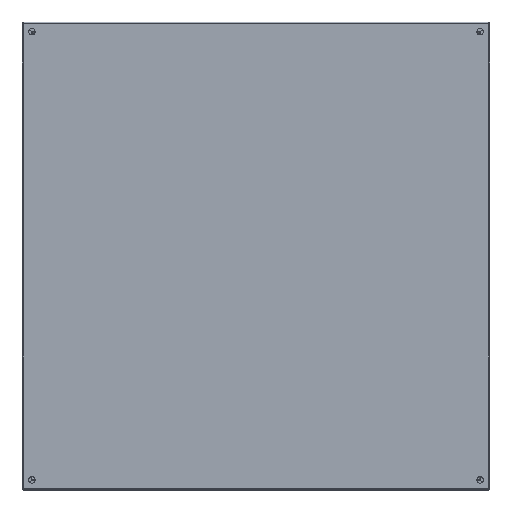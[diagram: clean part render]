
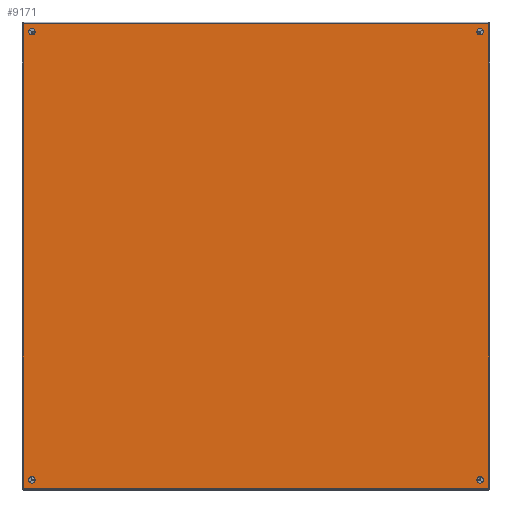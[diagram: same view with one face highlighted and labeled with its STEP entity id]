
A CAD part, top view. The second image highlights one B-rep face of the part: STEP entity #9171.
In plain terms, the highlighted face is planar.
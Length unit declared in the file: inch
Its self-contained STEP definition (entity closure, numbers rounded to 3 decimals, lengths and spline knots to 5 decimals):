
#39 = ORIENTED_EDGE ( 'NONE', *, *, #21588, .T. ) ;
#1250 = VECTOR ( 'NONE', #58513, 39.37008 ) ;
#1540 = CARTESIAN_POINT ( 'NONE',  ( 0., 35.25, 17.25 ) ) ;
#1683 = CARTESIAN_POINT ( 'NONE',  ( 0., 35.5, 17.25 ) ) ;
#1760 = EDGE_CURVE ( 'NONE', #13701, #48234, #1973, .T. ) ;
#1973 = LINE ( 'NONE', #44739, #1250 ) ;
#2543 = EDGE_LOOP ( 'NONE', ( #20865, #27133 ) ) ;
#3001 = DIRECTION ( 'NONE',  ( 0., -1., 0. ) ) ;
#4303 = CIRCLE ( 'NONE', #32638, 0.25 ) ;
#4311 = ORIENTED_EDGE ( 'NONE', *, *, #45758, .F. ) ;
#4355 = LINE ( 'NONE', #47101, #49742 ) ;
#4992 = FACE_BOUND ( 'NONE', #2543, .T. ) ;
#4994 = CARTESIAN_POINT ( 'NONE',  ( 0., 0.75, -17.25 ) ) ;
#5194 = EDGE_LOOP ( 'NONE', ( #23187, #10688 ) ) ;
#5243 = EDGE_CURVE ( 'NONE', #48834, #19641, #49483, .T. ) ;
#6410 = VERTEX_POINT ( 'NONE', #52107 ) ;
#6568 = CARTESIAN_POINT ( 'NONE',  ( 0., 1., 17.25 ) ) ;
#6661 = VECTOR ( 'NONE', #3001, 39.37008 ) ;
#6762 = DIRECTION ( 'NONE',  ( 0., -1., 0. ) ) ;
#7217 = CIRCLE ( 'NONE', #30669, 0.25 ) ;
#8104 = VERTEX_POINT ( 'NONE', #52117 ) ;
#8779 = DIRECTION ( 'NONE',  ( 1., 0., 0. ) ) ;
#8845 = CIRCLE ( 'NONE', #42984, 0.25 ) ;
#9171 = ADVANCED_FACE ( 'NONE', ( #37978, #23959, #4992, #46845, #23078 ), #38295, .F. ) ;
#10688 = ORIENTED_EDGE ( 'NONE', *, *, #27938, .T. ) ;
#11936 = DIRECTION ( 'NONE',  ( 1., 0., 0. ) ) ;
#12496 = DIRECTION ( 'NONE',  ( 0., -1., 0. ) ) ;
#13562 = CARTESIAN_POINT ( 'NONE',  ( 0., 0.072, 17.928 ) ) ;
#13701 = VERTEX_POINT ( 'NONE', #14023 ) ;
#14023 = CARTESIAN_POINT ( 'NONE',  ( 0., 0.072, -17.892 ) ) ;
#14168 = DIRECTION ( 'NONE',  ( 1., 0., 0. ) ) ;
#14949 = EDGE_CURVE ( 'NONE', #6410, #39668, #23872, .T. ) ;
#16793 = DIRECTION ( 'NONE',  ( 1., 0., 0. ) ) ;
#17718 = CARTESIAN_POINT ( 'NONE',  ( 0., 35.928, 17.892 ) ) ;
#17842 = DIRECTION ( 'NONE',  ( 0., -1., 0. ) ) ;
#17880 = CIRCLE ( 'NONE', #46148, 0.25 ) ;
#18138 = VERTEX_POINT ( 'NONE', #17718 ) ;
#18695 = VECTOR ( 'NONE', #56590, 39.37008 ) ;
#19641 = VERTEX_POINT ( 'NONE', #48617 ) ;
#19703 = ORIENTED_EDGE ( 'NONE', *, *, #26128, .T. ) ;
#20578 = AXIS2_PLACEMENT_3D ( 'NONE', #13562, #56015, #47151 ) ;
#20865 = ORIENTED_EDGE ( 'NONE', *, *, #5243, .T. ) ;
#21588 = EDGE_CURVE ( 'NONE', #39668, #6410, #7217, .T. ) ;
#23029 = DIRECTION ( 'NONE',  ( 0., 0., -1. ) ) ;
#23078 = FACE_BOUND ( 'NONE', #56799, .T. ) ;
#23187 = ORIENTED_EDGE ( 'NONE', *, *, #40860, .T. ) ;
#23872 = CIRCLE ( 'NONE', #48066, 0.25 ) ;
#23959 = FACE_BOUND ( 'NONE', #5194, .T. ) ;
#25038 = ORIENTED_EDGE ( 'NONE', *, *, #40215, .T. ) ;
#25129 = DIRECTION ( 'NONE',  ( 0., -1., 0. ) ) ;
#25982 = VERTEX_POINT ( 'NONE', #42773 ) ;
#26068 = CARTESIAN_POINT ( 'NONE',  ( 0., 35.928, -17.892 ) ) ;
#26128 = EDGE_CURVE ( 'NONE', #27800, #58852, #4303, .T. ) ;
#26302 = LINE ( 'NONE', #40253, #6661 ) ;
#27133 = ORIENTED_EDGE ( 'NONE', *, *, #30005, .T. ) ;
#27800 = VERTEX_POINT ( 'NONE', #57545 ) ;
#27938 = EDGE_CURVE ( 'NONE', #25982, #8104, #8845, .T. ) ;
#28016 = EDGE_CURVE ( 'NONE', #18138, #48234, #4355, .T. ) ;
#29137 = DIRECTION ( 'NONE',  ( 0., -1., 0. ) ) ;
#30005 = EDGE_CURVE ( 'NONE', #19641, #48834, #17880, .T. ) ;
#30669 = AXIS2_PLACEMENT_3D ( 'NONE', #48282, #52517, #25129 ) ;
#31122 = VERTEX_POINT ( 'NONE', #47927 ) ;
#31367 = AXIS2_PLACEMENT_3D ( 'NONE', #32290, #50857, #29137 ) ;
#31410 = CIRCLE ( 'NONE', #31367, 0.25 ) ;
#32290 = CARTESIAN_POINT ( 'NONE',  ( 0., 35.25, 17.25 ) ) ;
#32638 = AXIS2_PLACEMENT_3D ( 'NONE', #1540, #11936, #52825 ) ;
#34537 = EDGE_LOOP ( 'NONE', ( #4311, #58283, #37797, #50768 ) ) ;
#34905 = AXIS2_PLACEMENT_3D ( 'NONE', #36297, #16793, #50294 ) ;
#36297 = CARTESIAN_POINT ( 'NONE',  ( 0., 35.25, -17.25 ) ) ;
#37367 = CARTESIAN_POINT ( 'NONE',  ( 0., 35.25, -17.25 ) ) ;
#37387 = DIRECTION ( 'NONE',  ( 0., -1., 0. ) ) ;
#37797 = ORIENTED_EDGE ( 'NONE', *, *, #1760, .F. ) ;
#37978 = FACE_OUTER_BOUND ( 'NONE', #34537, .T. ) ;
#38295 = PLANE ( 'NONE',  #20578 ) ;
#39668 = VERTEX_POINT ( 'NONE', #6568 ) ;
#39876 = EDGE_CURVE ( 'NONE', #13701, #31122, #47153, .T. ) ;
#40101 = AXIS2_PLACEMENT_3D ( 'NONE', #4994, #14168, #37387 ) ;
#40215 = EDGE_CURVE ( 'NONE', #58852, #27800, #31410, .T. ) ;
#40253 = CARTESIAN_POINT ( 'NONE',  ( 0., 0.072, 17.892 ) ) ;
#40860 = EDGE_CURVE ( 'NONE', #8104, #25982, #44050, .T. ) ;
#40989 = CARTESIAN_POINT ( 'NONE',  ( 0., 0.75, -17.25 ) ) ;
#41716 = EDGE_LOOP ( 'NONE', ( #52527, #39 ) ) ;
#42773 = CARTESIAN_POINT ( 'NONE',  ( 0., 1., -17.25 ) ) ;
#42984 = AXIS2_PLACEMENT_3D ( 'NONE', #40989, #59668, #17842 ) ;
#43448 = DIRECTION ( 'NONE',  ( 1., 0., 0. ) ) ;
#44050 = CIRCLE ( 'NONE', #40101, 0.25 ) ;
#44739 = CARTESIAN_POINT ( 'NONE',  ( 0., 35.928, -17.892 ) ) ;
#45758 = EDGE_CURVE ( 'NONE', #18138, #31122, #26302, .T. ) ;
#46148 = AXIS2_PLACEMENT_3D ( 'NONE', #37367, #43448, #6762 ) ;
#46845 = FACE_BOUND ( 'NONE', #41716, .T. ) ;
#47101 = CARTESIAN_POINT ( 'NONE',  ( 0., 35.928, -17.928 ) ) ;
#47151 = DIRECTION ( 'NONE',  ( 0., -1., 0. ) ) ;
#47153 = LINE ( 'NONE', #51991, #18695 ) ;
#47927 = CARTESIAN_POINT ( 'NONE',  ( 0., 0.072, 17.892 ) ) ;
#48066 = AXIS2_PLACEMENT_3D ( 'NONE', #50599, #8779, #12496 ) ;
#48234 = VERTEX_POINT ( 'NONE', #26068 ) ;
#48282 = CARTESIAN_POINT ( 'NONE',  ( 0., 0.75, 17.25 ) ) ;
#48617 = CARTESIAN_POINT ( 'NONE',  ( 0., 35.5, -17.25 ) ) ;
#48834 = VERTEX_POINT ( 'NONE', #50805 ) ;
#49483 = CIRCLE ( 'NONE', #34905, 0.25 ) ;
#49742 = VECTOR ( 'NONE', #23029, 39.37008 ) ;
#50294 = DIRECTION ( 'NONE',  ( 0., -1., 0. ) ) ;
#50599 = CARTESIAN_POINT ( 'NONE',  ( 0., 0.75, 17.25 ) ) ;
#50768 = ORIENTED_EDGE ( 'NONE', *, *, #39876, .T. ) ;
#50805 = CARTESIAN_POINT ( 'NONE',  ( 0., 35., -17.25 ) ) ;
#50857 = DIRECTION ( 'NONE',  ( 1., 0., 0. ) ) ;
#51991 = CARTESIAN_POINT ( 'NONE',  ( 0., 0.072, 17.928 ) ) ;
#52107 = CARTESIAN_POINT ( 'NONE',  ( 0., 0.5, 17.25 ) ) ;
#52117 = CARTESIAN_POINT ( 'NONE',  ( 0., 0.5, -17.25 ) ) ;
#52517 = DIRECTION ( 'NONE',  ( 1., 0., 0. ) ) ;
#52527 = ORIENTED_EDGE ( 'NONE', *, *, #14949, .T. ) ;
#52825 = DIRECTION ( 'NONE',  ( 0., -1., 0. ) ) ;
#56015 = DIRECTION ( 'NONE',  ( 1., 0., 0. ) ) ;
#56590 = DIRECTION ( 'NONE',  ( 0., 0., 1. ) ) ;
#56799 = EDGE_LOOP ( 'NONE', ( #19703, #25038 ) ) ;
#57545 = CARTESIAN_POINT ( 'NONE',  ( 0., 35., 17.25 ) ) ;
#58283 = ORIENTED_EDGE ( 'NONE', *, *, #28016, .T. ) ;
#58513 = DIRECTION ( 'NONE',  ( 0., 1., 0. ) ) ;
#58852 = VERTEX_POINT ( 'NONE', #1683 ) ;
#59668 = DIRECTION ( 'NONE',  ( 1., 0., 0. ) ) ;
